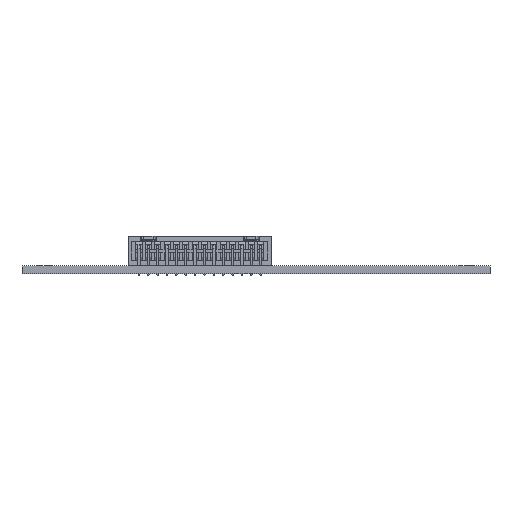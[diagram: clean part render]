
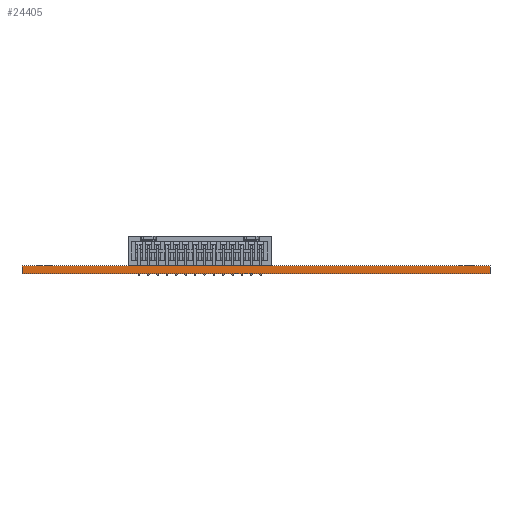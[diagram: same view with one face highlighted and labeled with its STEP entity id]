
A CAD part, front view. The second image highlights one B-rep face of the part: STEP entity #24405.
In plain terms, the highlighted planar face has unit normal (0, -1, 0).
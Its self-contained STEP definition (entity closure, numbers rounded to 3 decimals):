
#24405 = ADVANCED_FACE('',(#24406),#24440,.F.);
#24406 = FACE_BOUND('',#24407,.F.);
#24407 = EDGE_LOOP('',(#24408,#24418,#24426,#24434));
#24408 = ORIENTED_EDGE('',*,*,#24409,.T.);
#24409 = EDGE_CURVE('',#24410,#24412,#24414,.T.);
#24410 = VERTEX_POINT('',#24411);
#24411 = CARTESIAN_POINT('',(0.,0.,-1.619));
#24412 = VERTEX_POINT('',#24413);
#24413 = CARTESIAN_POINT('',(0.,0.,0.));
#24414 = LINE('',#24415,#24416);
#24415 = CARTESIAN_POINT('',(0.,0.,-1.619));
#24416 = VECTOR('',#24417,1.);
#24417 = DIRECTION('',(0.,0.,1.));
#24418 = ORIENTED_EDGE('',*,*,#24419,.T.);
#24419 = EDGE_CURVE('',#24412,#24420,#24422,.T.);
#24420 = VERTEX_POINT('',#24421);
#24421 = CARTESIAN_POINT('',(100.,0.,0.));
#24422 = LINE('',#24423,#24424);
#24423 = CARTESIAN_POINT('',(0.,0.,0.));
#24424 = VECTOR('',#24425,1.);
#24425 = DIRECTION('',(1.,0.,0.));
#24426 = ORIENTED_EDGE('',*,*,#24427,.F.);
#24427 = EDGE_CURVE('',#24428,#24420,#24430,.T.);
#24428 = VERTEX_POINT('',#24429);
#24429 = CARTESIAN_POINT('',(100.,0.,-1.619));
#24430 = LINE('',#24431,#24432);
#24431 = CARTESIAN_POINT('',(100.,0.,-1.619));
#24432 = VECTOR('',#24433,1.);
#24433 = DIRECTION('',(0.,0.,1.));
#24434 = ORIENTED_EDGE('',*,*,#24435,.F.);
#24435 = EDGE_CURVE('',#24410,#24428,#24436,.T.);
#24436 = LINE('',#24437,#24438);
#24437 = CARTESIAN_POINT('',(0.,0.,-1.619));
#24438 = VECTOR('',#24439,1.);
#24439 = DIRECTION('',(1.,0.,0.));
#24440 = PLANE('',#24441);
#24441 = AXIS2_PLACEMENT_3D('',#24442,#24443,#24444);
#24442 = CARTESIAN_POINT('',(0.,0.,-1.619));
#24443 = DIRECTION('',(0.,1.,0.));
#24444 = DIRECTION('',(1.,0.,0.));
